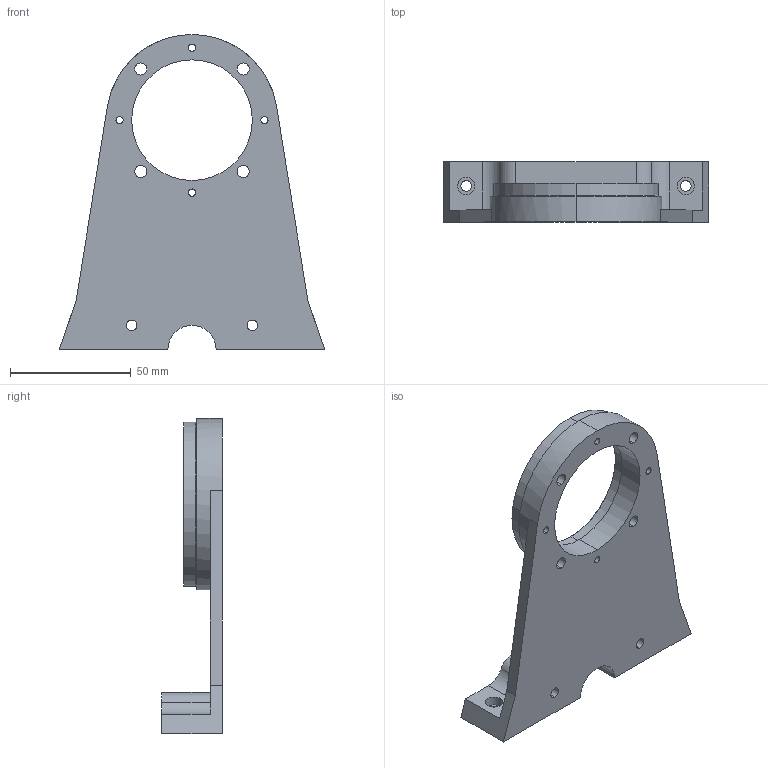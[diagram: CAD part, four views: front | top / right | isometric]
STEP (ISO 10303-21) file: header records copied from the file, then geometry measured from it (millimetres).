
FILE_DESCRIPTION (( 'STEP AP214' ), '1' );
FILE_NAME ('bottom_carrierJ2.STEP', '2025-02-03T09:49:23', ( '' ), ( '' ), 'SwSTEP 2.0', 'SolidWorks 2023', '' );
FILE_SCHEMA (( 'AUTOMOTIVE_DESIGN' ));
Length unit declared in the file: millimetre
Products named in the file (1): bottom_carrierJ2
Bounding box: 110 x 25 x 130.5 mm (x, y, z)
Volume: 82595.7 mm3; surface area: 30753.4 mm2
Topology: 1 solids, 1 shells, 69 faces, 179 edges, 118 vertices
Faces by surface type: cylinder 46, plane 19, cone 4
Entity records: 2234 total; most frequent: DIRECTION 417, CARTESIAN_POINT 367, ORIENTED_EDGE 358, EDGE_CURVE 179, AXIS2_PLACEMENT_3D 168, VERTEX_POINT 118, EDGE_LOOP 101, CIRCLE 98
